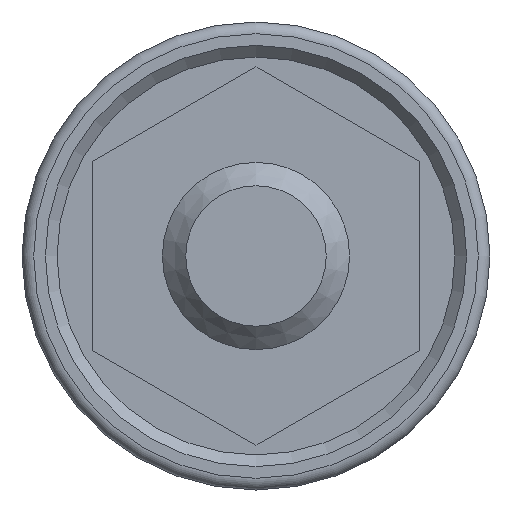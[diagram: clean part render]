
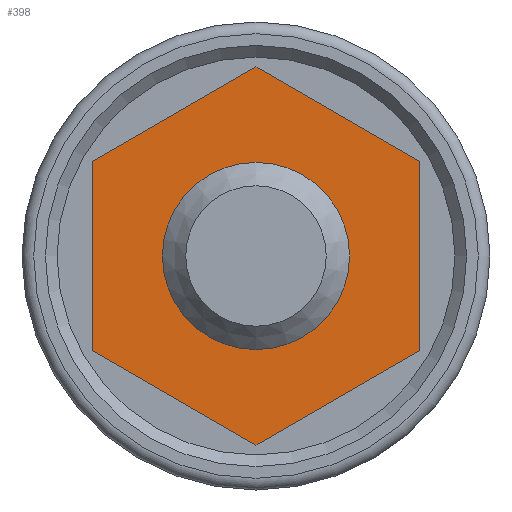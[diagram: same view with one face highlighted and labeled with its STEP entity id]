
A CAD part, front view. The second image highlights one B-rep face of the part: STEP entity #398.
In plain terms, the highlighted planar face has unit normal (0, -1, 0).
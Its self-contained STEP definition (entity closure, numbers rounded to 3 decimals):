
#3 = DIRECTION ( 'NONE',  ( 0.866, 0., -0.5 ) ) ;
#4 = EDGE_CURVE ( 'NONE', #102, #102, #367, .T. ) ;
#19 = CARTESIAN_POINT ( 'NONE',  ( 0., -75., 3.1 ) ) ;
#20 = DIRECTION ( 'NONE',  ( -0.866, 0., 0.5 ) ) ;
#24 = VECTOR ( 'NONE', #306, 1000. ) ;
#27 = VERTEX_POINT ( 'NONE', #338 ) ;
#66 = DIRECTION ( 'NONE',  ( 0., 1., 0. ) ) ;
#88 = LINE ( 'NONE', #129, #140 ) ;
#102 = VERTEX_POINT ( 'NONE', #19 ) ;
#103 = AXIS2_PLACEMENT_3D ( 'NONE', #601, #66, #546 ) ;
#104 = LINE ( 'NONE', #301, #237 ) ;
#108 = LINE ( 'NONE', #487, #24 ) ;
#111 = ORIENTED_EDGE ( 'NONE', *, *, #4, .T. ) ;
#116 = VECTOR ( 'NONE', #191, 1000. ) ;
#129 = CARTESIAN_POINT ( 'NONE',  ( 7., -75., -4.041 ) ) ;
#140 = VECTOR ( 'NONE', #512, 1000. ) ;
#144 = CARTESIAN_POINT ( 'NONE',  ( 0., -75., -8.083 ) ) ;
#158 = CARTESIAN_POINT ( 'NONE',  ( 0., -75., -8.083 ) ) ;
#165 = ORIENTED_EDGE ( 'NONE', *, *, #608, .T. ) ;
#191 = DIRECTION ( 'NONE',  ( 0.866, 0., 0.5 ) ) ;
#196 = CARTESIAN_POINT ( 'NONE',  ( -7., -75., -4.041 ) ) ;
#208 = CARTESIAN_POINT ( 'NONE',  ( -7., -75., 4.041 ) ) ;
#213 = EDGE_CURVE ( 'NONE', #324, #334, #104, .T. ) ;
#223 = VERTEX_POINT ( 'NONE', #158 ) ;
#225 = EDGE_CURVE ( 'NONE', #334, #388, #108, .T. ) ;
#226 = PLANE ( 'NONE',  #103 ) ;
#229 = ORIENTED_EDGE ( 'NONE', *, *, #225, .T. ) ;
#237 = VECTOR ( 'NONE', #20, 1000. ) ;
#242 = LINE ( 'NONE', #144, #116 ) ;
#257 = VECTOR ( 'NONE', #530, 1000. ) ;
#274 = ORIENTED_EDGE ( 'NONE', *, *, #435, .T. ) ;
#289 = CARTESIAN_POINT ( 'NONE',  ( 0., -75., 0. ) ) ;
#300 = LINE ( 'NONE', #208, #257 ) ;
#301 = CARTESIAN_POINT ( 'NONE',  ( 7., -75., 4.041 ) ) ;
#306 = DIRECTION ( 'NONE',  ( -0.866, 0., -0.5 ) ) ;
#324 = VERTEX_POINT ( 'NONE', #414 ) ;
#331 = DIRECTION ( 'NONE',  ( 0., 1., 0. ) ) ;
#334 = VERTEX_POINT ( 'NONE', #606 ) ;
#338 = CARTESIAN_POINT ( 'NONE',  ( -7., -75., -4.041 ) ) ;
#358 = FACE_OUTER_BOUND ( 'NONE', #590, .T. ) ;
#367 = CIRCLE ( 'NONE', #571, 3.1 ) ;
#368 = ORIENTED_EDGE ( 'NONE', *, *, #213, .T. ) ;
#382 = EDGE_LOOP ( 'NONE', ( #111 ) ) ;
#388 = VERTEX_POINT ( 'NONE', #495 ) ;
#398 = ADVANCED_FACE ( 'NONE', ( #508, #358 ), #226, .F. ) ;
#414 = CARTESIAN_POINT ( 'NONE',  ( 7., -75., 4.041 ) ) ;
#421 = DIRECTION ( 'NONE',  ( 0., 0., 1. ) ) ;
#433 = LINE ( 'NONE', #196, #497 ) ;
#435 = EDGE_CURVE ( 'NONE', #27, #223, #433, .T. ) ;
#461 = ORIENTED_EDGE ( 'NONE', *, *, #463, .T. ) ;
#463 = EDGE_CURVE ( 'NONE', #223, #506, #242, .T. ) ;
#478 = EDGE_CURVE ( 'NONE', #506, #324, #88, .T. ) ;
#487 = CARTESIAN_POINT ( 'NONE',  ( 0., -75., 8.083 ) ) ;
#495 = CARTESIAN_POINT ( 'NONE',  ( -7., -75., 4.041 ) ) ;
#497 = VECTOR ( 'NONE', #3, 1000. ) ;
#506 = VERTEX_POINT ( 'NONE', #613 ) ;
#508 = FACE_BOUND ( 'NONE', #382, .T. ) ;
#512 = DIRECTION ( 'NONE',  ( 0., 0., 1. ) ) ;
#530 = DIRECTION ( 'NONE',  ( 0., 0., -1. ) ) ;
#546 = DIRECTION ( 'NONE',  ( 0., 0., 1. ) ) ;
#571 = AXIS2_PLACEMENT_3D ( 'NONE', #289, #331, #421 ) ;
#590 = EDGE_LOOP ( 'NONE', ( #368, #229, #165, #274, #461, #594 ) ) ;
#594 = ORIENTED_EDGE ( 'NONE', *, *, #478, .T. ) ;
#601 = CARTESIAN_POINT ( 'NONE',  ( 3.1, -75., 0. ) ) ;
#606 = CARTESIAN_POINT ( 'NONE',  ( 0., -75., 8.083 ) ) ;
#608 = EDGE_CURVE ( 'NONE', #388, #27, #300, .T. ) ;
#613 = CARTESIAN_POINT ( 'NONE',  ( 7., -75., -4.041 ) ) ;
